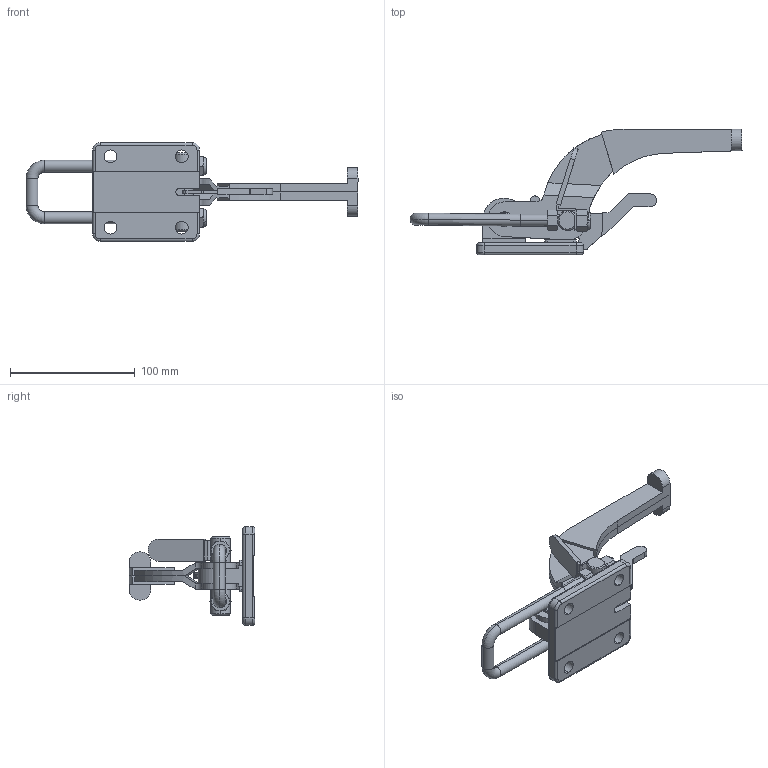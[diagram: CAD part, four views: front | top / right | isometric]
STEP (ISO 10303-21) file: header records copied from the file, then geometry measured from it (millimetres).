
FILE_DESCRIPTION (( 'STEP AP214' ), '1' );
FILE_NAME ('GH-40370-R(Â²¤Æ).STEP', '2020-07-07T07:40:36', ( 'LinWei' ), ( '' ), 'SwSTEP 2.0', 'SolidWorks 2016', '' );
FILE_SCHEMA (( 'AUTOMOTIVE_DESIGN' ));
Length unit declared in the file: millimetre
Products named in the file (5): 340370R13-3^GH-40370-R(簡化); 44037044-2^GH-40370-R(簡化); Group5^GH-40370-R(簡化); Group1^GH-40370-R(簡化); GH-40370-R(簡化)
Assembly tree (4 placements, depth 2):
  GH-40370-R(簡化)
    Group1^GH-40370-R(簡化)
    Group5^GH-40370-R(簡化)
    44037044-2^GH-40370-R(簡化)
    340370R13-3^GH-40370-R(簡化)
Bounding box: 266.67 x 100.99 x 79.4 mm (x, y, z)
Volume: 188671.7 mm3; surface area: 70134.3 mm2
Topology: 7 solids, 7 shells, 342 faces, 836 edges, 519 vertices
Faces by surface type: plane 147, cylinder 122, cone 55, torus 16, bspline 2
Entity records: 11636 total; most frequent: CARTESIAN_POINT 2776, DIRECTION 1737, ORIENTED_EDGE 1672, EDGE_CURVE 836, AXIS2_PLACEMENT_3D 664, VERTEX_POINT 519, LINE 409, VECTOR 409
